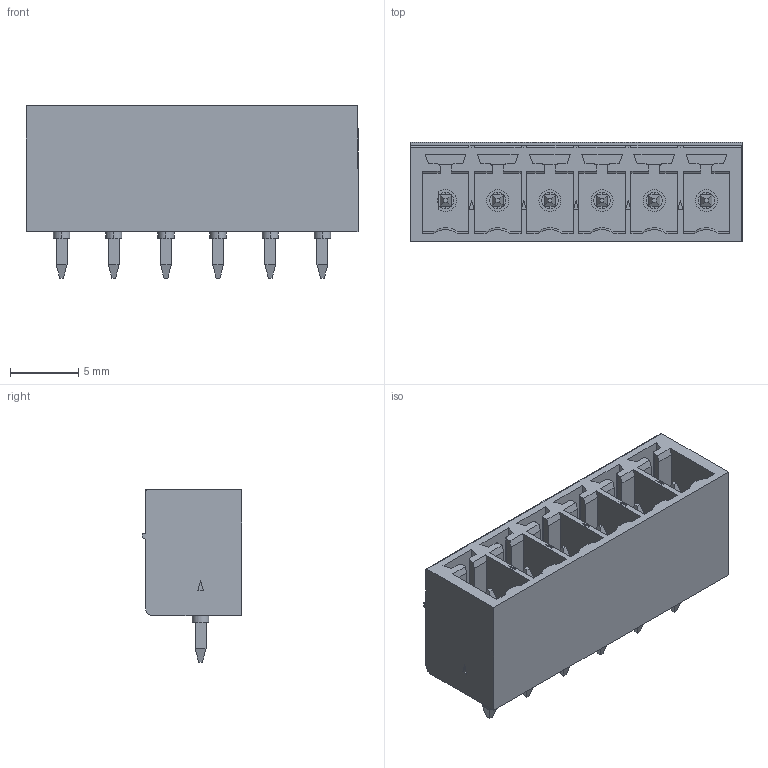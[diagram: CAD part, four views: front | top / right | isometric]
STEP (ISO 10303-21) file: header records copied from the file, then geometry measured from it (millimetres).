
FILE_DESCRIPTION(('FreeCAD Model'),'2;1');
FILE_NAME('1803468.step','2017-01-28T07:27:40',('Author'),(''), 'Open CASCADE STEP processor 6.8','FreeCAD','Unknown');
FILE_SCHEMA(('AUTOMOTIVE_DESIGN_CC2 { 1 2 10303 214 -1 1 5 4 }'));
Length unit declared in the file: millimetre
Products named in the file (2): ASSEMBLY; mcv_1.5-6-g-3.81
Assembly tree (1 placements, depth 2):
  ASSEMBLY
    mcv_1.5-6-g-3.81
Bounding box: 24.25 x 7.25 x 12.6 mm (x, y, z)
Volume: 918.9 mm3; surface area: 2027.1 mm2
Topology: 1 solids, 1 shells, 460 faces, 1163 edges, 749 vertices
Faces by surface type: plane 357, cylinder 79, sphere 12, cone 12
Entity records: 41183 total; most frequent: CARTESIAN_POINT 15266, DIRECTION 4050, LINE 2599, VECTOR 2599, ORIENTED_EDGE 2302, PCURVE 2302, DEFINITIONAL_REPRESENTATION 2302, EDGE_CURVE 1151
